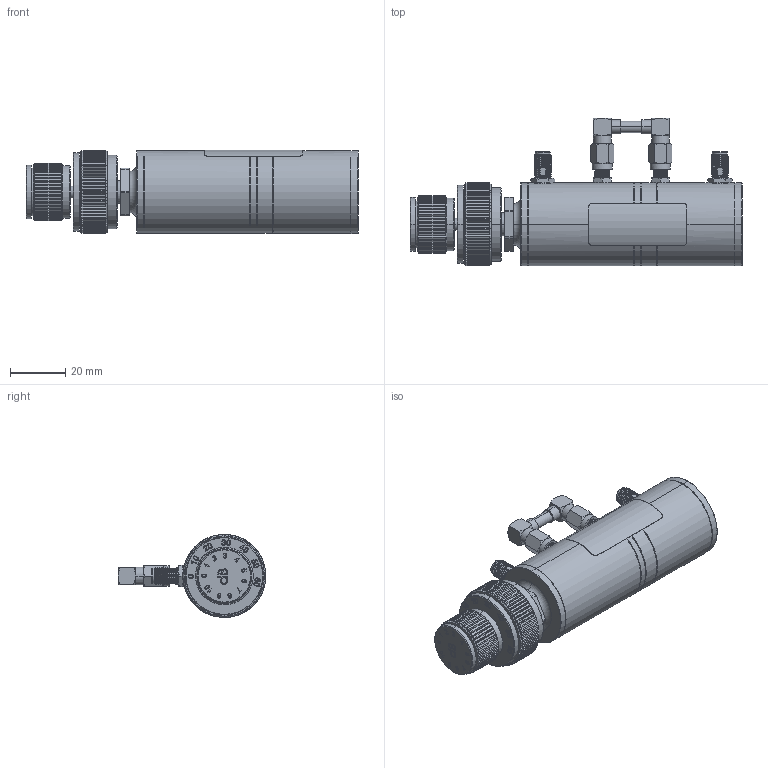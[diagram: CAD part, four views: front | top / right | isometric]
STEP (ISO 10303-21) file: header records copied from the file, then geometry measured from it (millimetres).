
FILE_DESCRIPTION (( 'STEP AP203' ), '1' );
FILE_NAME ('SA3770SMA.step', '2019-04-16T17:36:04', ( '' ), ( '' ), 'SwSTEP 2.0', 'SolidWorks 2018', '' );
FILE_SCHEMA (( 'CONFIG_CONTROL_DESIGN' ));
Length unit declared in the file: inch
Products named in the file (1): SA3770SMA
Bounding box: 120 x 53.4 x 30 mm (x, y, z)
Volume: 75852.9 mm3; surface area: 17375.5 mm2
Topology: 4 solids, 6 shells, 1502 faces, 3606 edges, 2198 vertices
Faces by surface type: plane 523, cone 376, bspline 305, cylinder 292, torus 6
Entity records: 83191 total; most frequent: CARTESIAN_POINT 51949, ORIENTED_EDGE 7212, DIRECTION 5308, EDGE_CURVE 3606, VERTEX_POINT 2198, AXIS2_PLACEMENT_3D 2032, EDGE_LOOP 1584, ADVANCED_FACE 1502
